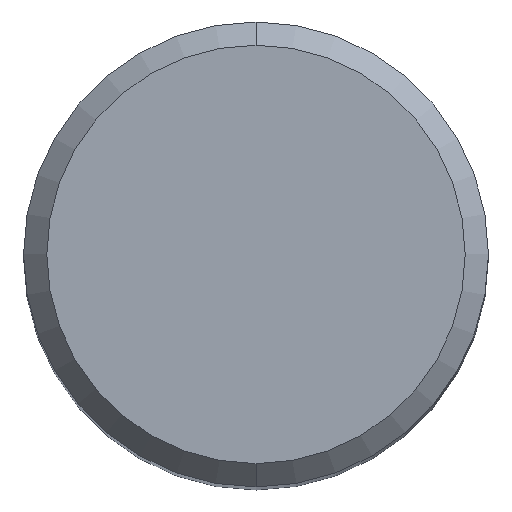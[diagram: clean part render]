
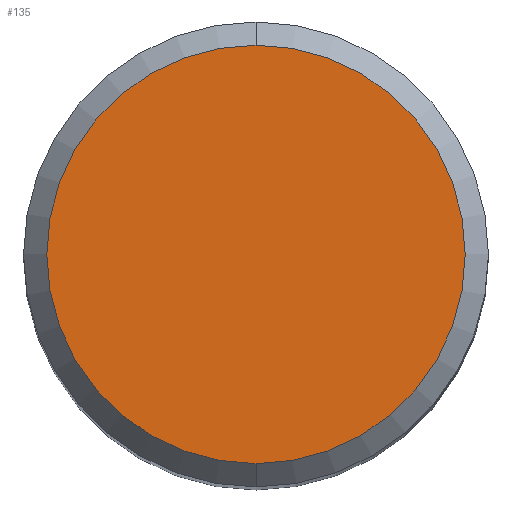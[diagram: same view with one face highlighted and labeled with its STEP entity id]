
A CAD part, top view. The second image highlights one B-rep face of the part: STEP entity #135.
In plain terms, the highlighted planar face has unit normal (0, 0, 1).
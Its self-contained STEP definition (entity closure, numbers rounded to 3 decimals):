
#129=VERTEX_POINT('',#284);
#135=ADVANCED_FACE('',(#290),#291,.T.);
#159=EDGE_CURVE('',#129,#161,#318,.T.);
#161=VERTEX_POINT('',#320);
#185=EDGE_CURVE('',#161,#129,#344,.T.);
#284=CARTESIAN_POINT('',(0.0,5.4,0.));
#290=FACE_OUTER_BOUND('',#466,.T.);
#291=PLANE('',#467);
#318=CIRCLE('',#501,5.4);
#320=CARTESIAN_POINT('',(0.,-5.4,0.));
#344=CIRCLE('',#532,5.4);
#466=EDGE_LOOP('',(#650,#651));
#467=AXIS2_PLACEMENT_3D('',#652,#653,#654);
#501=AXIS2_PLACEMENT_3D('',#689,#690,#691);
#532=AXIS2_PLACEMENT_3D('',#703,#704,#705);
#650=ORIENTED_EDGE('',*,*,#159,.F.);
#651=ORIENTED_EDGE('',*,*,#185,.F.);
#652=CARTESIAN_POINT('',(0.0,2.7,0.));
#653=DIRECTION('',(-0.0,0.0,1.0));
#654=DIRECTION('',(0.0,-1.0,0.0));
#689=CARTESIAN_POINT('',(0.0,0.0,0.));
#690=DIRECTION('',(0.0,0.0,-1.0));
#691=DIRECTION('',(0.0,1.0,0.0));
#703=CARTESIAN_POINT('',(0.0,0.0,0.));
#704=DIRECTION('',(0.0,0.0,-1.0));
#705=DIRECTION('',(0.0,1.0,0.0));
